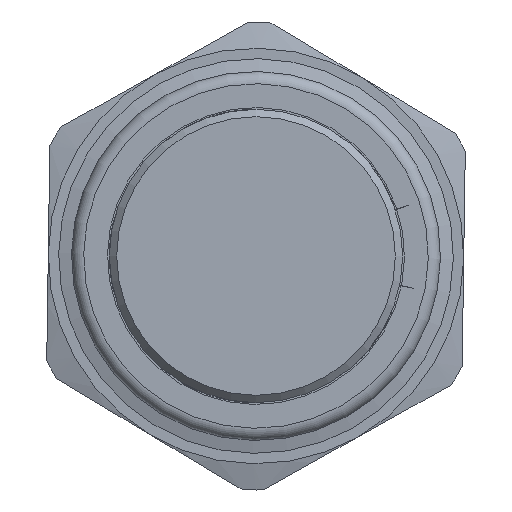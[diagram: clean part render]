
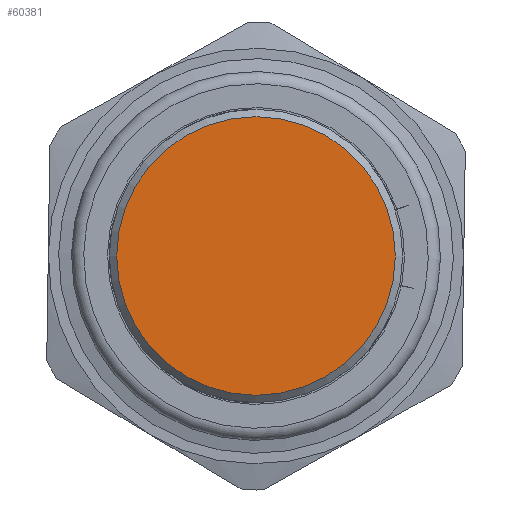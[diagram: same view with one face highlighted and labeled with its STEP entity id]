
A CAD part, left-side view. The second image highlights one B-rep face of the part: STEP entity #60381.
In plain terms, the highlighted planar face has unit normal (-1, 0, 0).
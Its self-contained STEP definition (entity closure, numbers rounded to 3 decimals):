
#60365=CARTESIAN_POINT('',(0.,5.35,0.0));
#60366=DIRECTION('',(-1.0,0.0,0.0));
#60367=DIRECTION('',(0.0,0.0,1.0));
#60368=AXIS2_PLACEMENT_3D('',#60365,#60366,#60367);
#60369=PLANE('',#60368);
#60370=CARTESIAN_POINT('',(0.,5.7,0.0));
#60371=VERTEX_POINT('',#60370);
#60372=CARTESIAN_POINT('',(0.0,0.0,0.0));
#60373=DIRECTION('',(1.0,0.0,0.0));
#60374=DIRECTION('',(0.0,1.0,0.0));
#60375=AXIS2_PLACEMENT_3D('',#60372,#60373,#60374);
#60376=CIRCLE('',#60375,5.7);
#60377=EDGE_CURVE('',#60371,#60371,#60376,.T.);
#60378=ORIENTED_EDGE('',*,*,#60377,.F.);
#60379=EDGE_LOOP('',(#60378));
#60380=FACE_OUTER_BOUND('',#60379,.T.);
#60381=ADVANCED_FACE('',(#60380),#60369,.T.);
